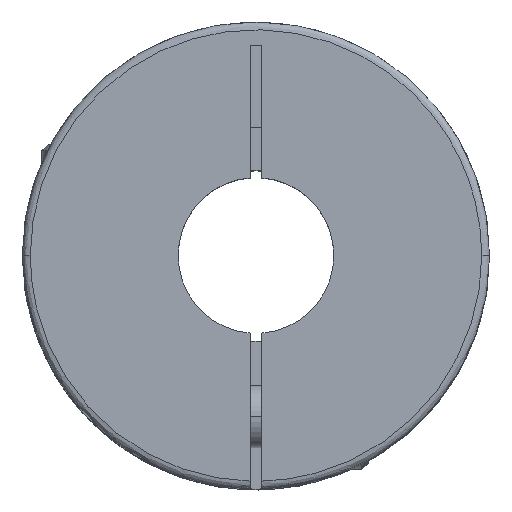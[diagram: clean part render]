
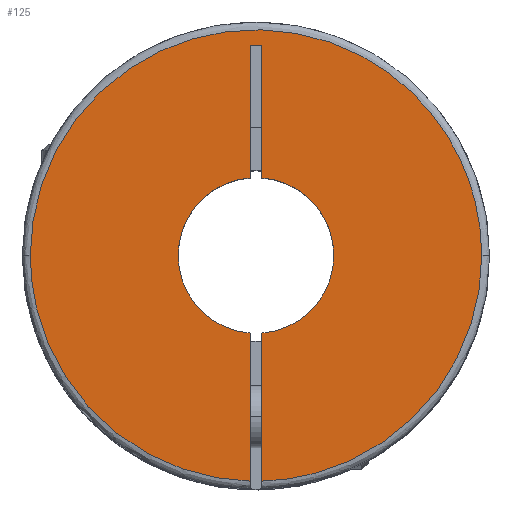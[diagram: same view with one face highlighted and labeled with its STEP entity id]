
A CAD part, top view. The second image highlights one B-rep face of the part: STEP entity #125.
In plain terms, the highlighted planar face has unit normal (0, 0, 1).
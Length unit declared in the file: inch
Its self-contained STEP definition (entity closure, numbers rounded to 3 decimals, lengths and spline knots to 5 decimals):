
#12 = DIRECTION ( 'NONE',  ( 1., 0., 0. ) ) ;
#32 = AXIS2_PLACEMENT_3D ( 'NONE', #2231, #3839, #1900 ) ;
#46 = CARTESIAN_POINT ( 'NONE',  ( -1.14173, -0.65518, 0. ) ) ;
#49 = CARTESIAN_POINT ( 'NONE',  ( 0., 0., 0. ) ) ;
#66 = CARTESIAN_POINT ( 'NONE',  ( -1.14173, 0., 0. ) ) ;
#71 = DIRECTION ( 'NONE',  ( 1., 0., 0. ) ) ;
#75 = CARTESIAN_POINT ( 'NONE',  ( 0.02953, 0.39259, 0. ) ) ;
#125 = ADVANCED_FACE ( 'NONE', ( #3657 ), #1179, .F. ) ;
#146 = VERTEX_POINT ( 'NONE', #830 ) ;
#165 = CARTESIAN_POINT ( 'NONE',  ( -0.02953, -1.14135, 0. ) ) ;
#195 = CARTESIAN_POINT ( 'NONE',  ( -0.02953, -0.39259, 0. ) ) ;
#205 = LINE ( 'NONE', #1144, #1681 ) ;
#212 = ORIENTED_EDGE ( 'NONE', *, *, #3594, .F. ) ;
#235 = CARTESIAN_POINT ( 'NONE',  ( 0.02953, 1.06299, 0. ) ) ;
#328 = CARTESIAN_POINT ( 'NONE',  ( 1.14173, 0., 0. ) ) ;
#346 = CARTESIAN_POINT ( 'NONE',  ( 1.14173, 0., 0. ) ) ;
#471 = CARTESIAN_POINT ( 'NONE',  ( 0.3937, 0., 0. ) ) ;
#638 = CARTESIAN_POINT ( 'NONE',  ( -0.68448, -1.12441, 0. ) ) ;
#651 = DIRECTION ( 'NONE',  ( 1., 0., 0. ) ) ;
#670 = CARTESIAN_POINT ( 'NONE',  ( 1.14173, -0.65518, 0. ) ) ;
#741 = CARTESIAN_POINT ( 'NONE',  ( 1.14173, 0., 0. ) ) ;
#746 = VECTOR ( 'NONE', #3522, 39.37008 ) ;
#830 = CARTESIAN_POINT ( 'NONE',  ( 0.02953, -0.39259, 0. ) ) ;
#867 = VERTEX_POINT ( 'NONE', #3821 ) ;
#890 = CARTESIAN_POINT ( 'NONE',  ( 0.02953, 1.06299, 0. ) ) ;
#990 = LINE ( 'NONE', #1357, #746 ) ;
#996 = CARTESIAN_POINT ( 'NONE',  ( 1.14173, 2.28346, 0. ) ) ;
#1144 = CARTESIAN_POINT ( 'NONE',  ( -0.02953, 0., 0. ) ) ;
#1167 = CARTESIAN_POINT ( 'NONE',  ( -0.02953, 0.39259, 0. ) ) ;
#1179 = PLANE ( 'NONE',  #2354 ) ;
#1229 = VERTEX_POINT ( 'NONE', #1515 ) ;
#1258 = CARTESIAN_POINT ( 'NONE',  ( -1.14173, 2.28346, 0. ) ) ;
#1296 = DIRECTION ( 'NONE',  ( 0., 0., 1. ) ) ;
#1356 = VECTOR ( 'NONE', #2492, 39.37008 ) ;
#1357 = CARTESIAN_POINT ( 'NONE',  ( 0.02953, 0., 0. ) ) ;
#1365 = ORIENTED_EDGE ( 'NONE', *, *, #1906, .F. ) ;
#1399 = CARTESIAN_POINT ( 'NONE',  ( 0.02953, -1.14135, 0. ) ) ;
#1430 = EDGE_CURVE ( 'NONE', #1229, #3805, #1892, .T. ) ;
#1515 = CARTESIAN_POINT ( 'NONE',  ( -0.02953, 1.06299, 0. ) ) ;
#1525 = CARTESIAN_POINT ( 'NONE',  ( -0.02953, 1.06299, 0. ) ) ;
#1538 = EDGE_CURVE ( 'NONE', #2618, #3805, #990, .T. ) ;
#1648 = CARTESIAN_POINT ( 'NONE',  ( 0.02953, -1.1811, 0. ) ) ;
#1652 = EDGE_CURVE ( 'NONE', #3475, #2618, #3152, .T. ) ;
#1681 = VECTOR ( 'NONE', #2403, 39.37008 ) ;
#1699 = DIRECTION ( 'NONE',  ( 0., 0., -1. ) ) ;
#1829 = ORIENTED_EDGE ( 'NONE', *, *, #3855, .T. ) ;
#1858 = CARTESIAN_POINT ( 'NONE',  ( -1.14173, 0., 0. ) ) ;
#1892 = LINE ( 'NONE', #235, #3571 ) ;
#1900 = DIRECTION ( 'NONE',  ( 1., 0., 0. ) ) ;
#1906 = EDGE_CURVE ( 'NONE', #2501, #867, #2646, .T. ) ;
#1914 = VECTOR ( 'NONE', #2935, 39.37008 ) ;
#2181 = LINE ( 'NONE', #1525, #1356 ) ;
#2231 = CARTESIAN_POINT ( 'NONE',  ( 0., 0., 0. ) ) ;
#2354 = AXIS2_PLACEMENT_3D ( 'NONE', #2438, #1699, #3276 ) ;
#2371 = EDGE_CURVE ( 'NONE', #146, #3475, #3712, .T. ) ;
#2403 = DIRECTION ( 'NONE',  ( 0., -1., 0. ) ) ;
#2438 = CARTESIAN_POINT ( 'NONE',  ( 0., 0., 0. ) ) ;
#2492 = DIRECTION ( 'NONE',  ( 0., 1., 0. ) ) ;
#2501 = VERTEX_POINT ( 'NONE', #165 ) ;
#2515 = ORIENTED_EDGE ( 'NONE', *, *, #2803, .T. ) ;
#2530 = ORIENTED_EDGE ( 'NONE', *, *, #1538, .F. ) ;
#2618 = VERTEX_POINT ( 'NONE', #75 ) ;
#2644 = CIRCLE ( 'NONE', #3500, 0.3937 ) ;
#2646 =( BOUNDED_CURVE ( )  B_SPLINE_CURVE ( 3, ( #2841, #638, #46, #66 ),
 .UNSPECIFIED., .F., .F. ) 
 B_SPLINE_CURVE_WITH_KNOTS ( ( 4, 4 ),
 ( 0., 0.24792 ),
 .UNSPECIFIED. ) 
 CURVE ( )  GEOMETRIC_REPRESENTATION_ITEM ( )  RATIONAL_B_SPLINE_CURVE ( ( 1., 0.811, 0.811, 1. ) ) 
 REPRESENTATION_ITEM ( '' )  );
#2664 = LINE ( 'NONE', #1648, #1914 ) ;
#2692 = ORIENTED_EDGE ( 'NONE', *, *, #1430, .T. ) ;
#2696 = EDGE_CURVE ( 'NONE', #867, #3907, #3912, .T. ) ;
#2704 = EDGE_CURVE ( 'NONE', #3341, #3728, #2644, .T. ) ;
#2803 = EDGE_CURVE ( 'NONE', #146, #3100, #2664, .T. ) ;
#2828 = DIRECTION ( 'NONE',  ( 0., 0., 1. ) ) ;
#2833 =( BOUNDED_CURVE ( )  B_SPLINE_CURVE ( 3, ( #346, #670, #3789, #3525 ),
 .UNSPECIFIED., .F., .T. ) 
 B_SPLINE_CURVE_WITH_KNOTS ( ( 4, 4 ),
 ( 0.75208, 1. ),
 .UNSPECIFIED. ) 
 CURVE ( )  GEOMETRIC_REPRESENTATION_ITEM ( )  RATIONAL_B_SPLINE_CURVE ( ( 1., 0.811, 0.811, 1. ) ) 
 REPRESENTATION_ITEM ( '' )  );
#2841 = CARTESIAN_POINT ( 'NONE',  ( -0.02953, -1.14135, 0. ) ) ;
#2917 = ORIENTED_EDGE ( 'NONE', *, *, #4021, .F. ) ;
#2935 = DIRECTION ( 'NONE',  ( 0., -1., 0. ) ) ;
#3030 = EDGE_LOOP ( 'NONE', ( #1829, #3358, #2917, #2692, #2530, #3566, #3593, #2515, #212, #3634, #1365 ) ) ;
#3100 = VERTEX_POINT ( 'NONE', #1399 ) ;
#3152 = CIRCLE ( 'NONE', #3351, 0.3937 ) ;
#3276 = DIRECTION ( 'NONE',  ( -1., 0., 0. ) ) ;
#3341 = VERTEX_POINT ( 'NONE', #1167 ) ;
#3351 = AXIS2_PLACEMENT_3D ( 'NONE', #49, #1296, #71 ) ;
#3358 = ORIENTED_EDGE ( 'NONE', *, *, #2704, .F. ) ;
#3475 = VERTEX_POINT ( 'NONE', #471 ) ;
#3500 = AXIS2_PLACEMENT_3D ( 'NONE', #3508, #2828, #651 ) ;
#3508 = CARTESIAN_POINT ( 'NONE',  ( 0., 0., 0. ) ) ;
#3522 = DIRECTION ( 'NONE',  ( 0., 1., 0. ) ) ;
#3525 = CARTESIAN_POINT ( 'NONE',  ( 0.02953, -1.14135, 0. ) ) ;
#3566 = ORIENTED_EDGE ( 'NONE', *, *, #1652, .F. ) ;
#3571 = VECTOR ( 'NONE', #12, 39.37008 ) ;
#3593 = ORIENTED_EDGE ( 'NONE', *, *, #2371, .F. ) ;
#3594 = EDGE_CURVE ( 'NONE', #3907, #3100, #2833, .T. ) ;
#3634 = ORIENTED_EDGE ( 'NONE', *, *, #2696, .F. ) ;
#3657 = FACE_OUTER_BOUND ( 'NONE', #3030, .T. ) ;
#3712 = CIRCLE ( 'NONE', #32, 0.3937 ) ;
#3728 = VERTEX_POINT ( 'NONE', #195 ) ;
#3789 = CARTESIAN_POINT ( 'NONE',  ( 0.68448, -1.12441, 0. ) ) ;
#3805 = VERTEX_POINT ( 'NONE', #890 ) ;
#3821 = CARTESIAN_POINT ( 'NONE',  ( -1.14173, 0., 0. ) ) ;
#3839 = DIRECTION ( 'NONE',  ( 0., 0., 1. ) ) ;
#3855 = EDGE_CURVE ( 'NONE', #2501, #3728, #2181, .T. ) ;
#3907 = VERTEX_POINT ( 'NONE', #741 ) ;
#3912 =( BOUNDED_CURVE ( )  B_SPLINE_CURVE ( 3, ( #1858, #1258, #996, #328 ),
 .UNSPECIFIED., .F., .F. ) 
 B_SPLINE_CURVE_WITH_KNOTS ( ( 4, 4 ),
 ( 0.24792, 0.75208 ),
 .UNSPECIFIED. ) 
 CURVE ( )  GEOMETRIC_REPRESENTATION_ITEM ( )  RATIONAL_B_SPLINE_CURVE ( ( 1., 0.333, 0.333, 1. ) ) 
 REPRESENTATION_ITEM ( '' )  );
#4021 = EDGE_CURVE ( 'NONE', #1229, #3341, #205, .T. ) ;
